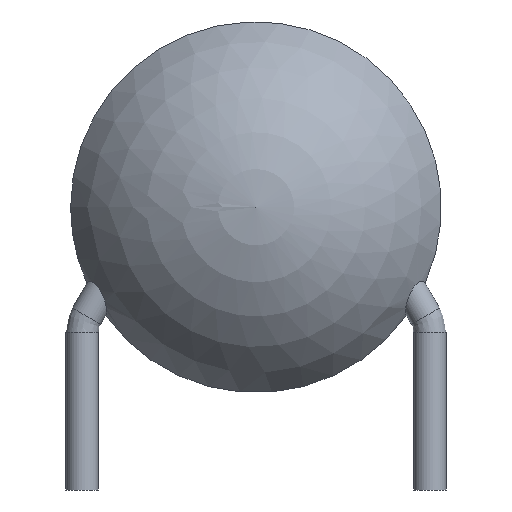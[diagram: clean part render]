
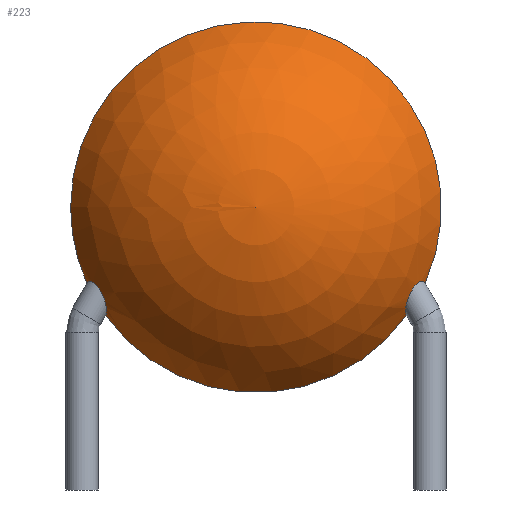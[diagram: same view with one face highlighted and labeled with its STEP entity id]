
A CAD part, front view. The second image highlights one B-rep face of the part: STEP entity #223.
In plain terms, the highlighted spherical face has radius 4.45 mm.
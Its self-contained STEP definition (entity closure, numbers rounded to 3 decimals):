
#106 = VERTEX_POINT('',#107);
#107 = CARTESIAN_POINT('',(-3.348,-0.35,2.283));
#113 = EDGE_CURVE('',#106,#114,#116,.T.);
#114 = VERTEX_POINT('',#115);
#115 = CARTESIAN_POINT('',(-3.245,0.,
1.762));
#116 = B_SPLINE_CURVE_WITH_KNOTS('',8,(#117,#118,#119,#120,#121,#122,
#123,#124,#125,#126,#127,#128,#129,#130,#131,#132),.UNSPECIFIED.,.F.
,.F.,(9,7,9),(0.,0.522,1.),.UNSPECIFIED.);
#117 = CARTESIAN_POINT('',(-3.348,-0.35,2.283));
#118 = CARTESIAN_POINT('',(-3.33,-0.35,
2.249));
#119 = CARTESIAN_POINT('',(-3.312,-0.346,
2.213));
#120 = CARTESIAN_POINT('',(-3.296,-0.339,
2.175));
#121 = CARTESIAN_POINT('',(-3.281,-0.328,
2.137));
#122 = CARTESIAN_POINT('',(-3.267,-0.314,
2.098));
#123 = CARTESIAN_POINT('',(-3.255,-0.296,
2.059));
#124 = CARTESIAN_POINT('',(-3.245,-0.274,
2.02));
#125 = CARTESIAN_POINT('',(-3.231,-0.225,
1.947));
#126 = CARTESIAN_POINT('',(-3.226,-0.199,
1.913));
#127 = CARTESIAN_POINT('',(-3.223,-0.169,
1.88));
#128 = CARTESIAN_POINT('',(-3.222,-0.138,
1.849));
#129 = CARTESIAN_POINT('',(-3.224,-0.104,
1.822));
#130 = CARTESIAN_POINT('',(-3.229,-0.07,
1.798));
#131 = CARTESIAN_POINT('',(-3.236,-0.035,
1.778));
#132 = CARTESIAN_POINT('',(-3.245,0.,
1.762));
#135 = VERTEX_POINT('',#136);
#136 = CARTESIAN_POINT('',(-3.649,0.,
2.462));
#183 = EDGE_CURVE('',#135,#106,#184,.T.);
#184 = B_SPLINE_CURVE_WITH_KNOTS('',7,(#185,#186,#187,#188,#189,#190,
#191,#192,#193,#194,#195,#196,#197,#198,#199,#200,#201,#202,#203,
#204,#205,#206,#207,#208,#209,#210,#211,#212,#213,#214,#215,#216),
.UNSPECIFIED.,.F.,.F.,(8,6,6,6,6,8),(0.,0.251,0.435,
0.559,0.764,1.),.UNSPECIFIED.);
#185 = CARTESIAN_POINT('',(-3.649,0.,
2.462));
#186 = CARTESIAN_POINT('',(-3.645,-0.015,
2.47));
#187 = CARTESIAN_POINT('',(-3.639,-0.031,
2.477));
#188 = CARTESIAN_POINT('',(-3.634,-0.047,
2.484));
#189 = CARTESIAN_POINT('',(-3.627,-0.064,
2.491));
#190 = CARTESIAN_POINT('',(-3.619,-0.082,
2.496));
#191 = CARTESIAN_POINT('',(-3.611,-0.101,2.5
));
#192 = CARTESIAN_POINT('',(-3.594,-0.134,
2.505));
#193 = CARTESIAN_POINT('',(-3.586,-0.149,2.507
));
#194 = CARTESIAN_POINT('',(-3.578,-0.163,
2.507));
#195 = CARTESIAN_POINT('',(-3.569,-0.177,
2.506));
#196 = CARTESIAN_POINT('',(-3.561,-0.19,
2.505));
#197 = CARTESIAN_POINT('',(-3.551,-0.203,
2.502));
#198 = CARTESIAN_POINT('',(-3.536,-0.225,
2.496));
#199 = CARTESIAN_POINT('',(-3.529,-0.233,
2.493));
#200 = CARTESIAN_POINT('',(-3.523,-0.241,2.49
));
#201 = CARTESIAN_POINT('',(-3.516,-0.249,
2.486));
#202 = CARTESIAN_POINT('',(-3.51,-0.256,
2.482));
#203 = CARTESIAN_POINT('',(-3.503,-0.263,
2.477));
#204 = CARTESIAN_POINT('',(-3.485,-0.282,
2.464));
#205 = CARTESIAN_POINT('',(-3.474,-0.292,
2.454));
#206 = CARTESIAN_POINT('',(-3.462,-0.302,
2.443));
#207 = CARTESIAN_POINT('',(-3.451,-0.311,
2.432));
#208 = CARTESIAN_POINT('',(-3.44,-0.318,
2.419));
#209 = CARTESIAN_POINT('',(-3.429,-0.325,2.406
));
#210 = CARTESIAN_POINT('',(-3.407,-0.337,
2.377));
#211 = CARTESIAN_POINT('',(-3.395,-0.342,
2.361));
#212 = CARTESIAN_POINT('',(-3.385,-0.345,
2.346));
#213 = CARTESIAN_POINT('',(-3.375,-0.348,
2.33));
#214 = CARTESIAN_POINT('',(-3.366,-0.349,
2.314));
#215 = CARTESIAN_POINT('',(-3.357,-0.35,2.299
));
#216 = CARTESIAN_POINT('',(-3.348,-0.35,2.283));
#223 = ADVANCED_FACE('',(#224),#312,.T.);
#224 = FACE_BOUND('',#225,.T.);
#225 = EDGE_LOOP('',(#226,#237,#244,#245,#246,#255,#304,#311));
#226 = ORIENTED_EDGE('',*,*,#227,.F.);
#227 = EDGE_CURVE('',#228,#230,#232,.T.);
#228 = VERTEX_POINT('',#229);
#229 = CARTESIAN_POINT('',(-4.,0.,4.1));
#230 = VERTEX_POINT('',#231);
#231 = CARTESIAN_POINT('',(0.,-2.5,4.1));
#232 = CIRCLE('',#233,4.45);
#233 = AXIS2_PLACEMENT_3D('',#234,#235,#236);
#234 = CARTESIAN_POINT('',(0.,1.95,4.1));
#235 = DIRECTION('',(0.,0.,1.));
#236 = DIRECTION('',(-0.899,-0.438,0.));
#237 = ORIENTED_EDGE('',*,*,#238,.T.);
#238 = EDGE_CURVE('',#228,#135,#239,.T.);
#239 = CIRCLE('',#240,4.);
#240 = AXIS2_PLACEMENT_3D('',#241,#242,#243);
#241 = CARTESIAN_POINT('',(0.,0.,4.1));
#242 = DIRECTION('',(0.,-1.,0.));
#243 = DIRECTION('',(-1.,0.,0.));
#244 = ORIENTED_EDGE('',*,*,#183,.T.);
#245 = ORIENTED_EDGE('',*,*,#113,.T.);
#246 = ORIENTED_EDGE('',*,*,#247,.T.);
#247 = EDGE_CURVE('',#114,#248,#250,.T.);
#248 = VERTEX_POINT('',#249);
#249 = CARTESIAN_POINT('',(3.245,0.,
1.762));
#250 = CIRCLE('',#251,4.);
#251 = AXIS2_PLACEMENT_3D('',#252,#253,#254);
#252 = CARTESIAN_POINT('',(0.,0.,4.1));
#253 = DIRECTION('',(0.,-1.,0.));
#254 = DIRECTION('',(-1.,0.,0.));
#255 = ORIENTED_EDGE('',*,*,#256,.T.);
#256 = EDGE_CURVE('',#248,#257,#259,.T.);
#257 = VERTEX_POINT('',#258);
#258 = CARTESIAN_POINT('',(3.649,0.,
2.462));
#259 = B_SPLINE_CURVE_WITH_KNOTS('',8,(#260,#261,#262,#263,#264,#265,
#266,#267,#268,#269,#270,#271,#272,#273,#274,#275,#276,#277,#278,
#279,#280,#281,#282,#283,#284,#285,#286,#287,#288,#289,#290,#291,
#292,#293,#294,#295,#296,#297,#298,#299,#300,#301,#302,#303),
.UNSPECIFIED.,.F.,.F.,(9,7,7,7,7,7,9),(0.,0.181,
0.358,0.497,0.632,0.79,1.),
.UNSPECIFIED.);
#260 = CARTESIAN_POINT('',(3.245,0.,
1.762));
#261 = CARTESIAN_POINT('',(3.24,-0.021,
1.771));
#262 = CARTESIAN_POINT('',(3.235,-0.042,
1.782));
#263 = CARTESIAN_POINT('',(3.231,-0.062,
1.795));
#264 = CARTESIAN_POINT('',(3.228,-0.082,
1.808));
#265 = CARTESIAN_POINT('',(3.226,-0.102,1.822)
);
#266 = CARTESIAN_POINT('',(3.225,-0.121,1.838
));
#267 = CARTESIAN_POINT('',(3.224,-0.14,1.855)
);
#268 = CARTESIAN_POINT('',(3.225,-0.176,1.89
));
#269 = CARTESIAN_POINT('',(3.226,-0.193,1.909
));
#270 = CARTESIAN_POINT('',(3.228,-0.21,1.928
));
#271 = CARTESIAN_POINT('',(3.231,-0.227,1.949
));
#272 = CARTESIAN_POINT('',(3.235,-0.242,1.971)
);
#273 = CARTESIAN_POINT('',(3.24,-0.257,1.994)
);
#274 = CARTESIAN_POINT('',(3.245,-0.272,2.018
));
#275 = CARTESIAN_POINT('',(3.258,-0.295,2.063)
);
#276 = CARTESIAN_POINT('',(3.264,-0.305,2.084)
);
#277 = CARTESIAN_POINT('',(3.271,-0.314,2.105
));
#278 = CARTESIAN_POINT('',(3.278,-0.323,2.128
));
#279 = CARTESIAN_POINT('',(3.287,-0.33,2.151
));
#280 = CARTESIAN_POINT('',(3.296,-0.337,2.174
));
#281 = CARTESIAN_POINT('',(3.307,-0.342,2.198)
);
#282 = CARTESIAN_POINT('',(3.329,-0.349,2.247
));
#283 = CARTESIAN_POINT('',(3.341,-0.351,2.271
));
#284 = CARTESIAN_POINT('',(3.354,-0.352,2.295
));
#285 = CARTESIAN_POINT('',(3.368,-0.35,2.319
));
#286 = CARTESIAN_POINT('',(3.382,-0.347,2.342)
);
#287 = CARTESIAN_POINT('',(3.397,-0.342,2.364
));
#288 = CARTESIAN_POINT('',(3.412,-0.334,2.385)
);
#289 = CARTESIAN_POINT('',(3.445,-0.315,2.425
));
#290 = CARTESIAN_POINT('',(3.463,-0.302,2.445)
);
#291 = CARTESIAN_POINT('',(3.48,-0.288,2.462)
);
#292 = CARTESIAN_POINT('',(3.498,-0.271,2.476)
);
#293 = CARTESIAN_POINT('',(3.514,-0.253,2.487)
);
#294 = CARTESIAN_POINT('',(3.53,-0.233,2.495
));
#295 = CARTESIAN_POINT('',(3.544,-0.214,2.5
));
#296 = CARTESIAN_POINT('',(3.574,-0.17,2.507
));
#297 = CARTESIAN_POINT('',(3.589,-0.145,2.508
));
#298 = CARTESIAN_POINT('',(3.602,-0.12,2.505)
);
#299 = CARTESIAN_POINT('',(3.614,-0.096,
2.501));
#300 = CARTESIAN_POINT('',(3.625,-0.071,
2.494));
#301 = CARTESIAN_POINT('',(3.634,-0.047,
2.485));
#302 = CARTESIAN_POINT('',(3.642,-0.023,
2.474));
#303 = CARTESIAN_POINT('',(3.649,0.,
2.462));
#304 = ORIENTED_EDGE('',*,*,#305,.T.);
#305 = EDGE_CURVE('',#257,#228,#306,.T.);
#306 = CIRCLE('',#307,4.);
#307 = AXIS2_PLACEMENT_3D('',#308,#309,#310);
#308 = CARTESIAN_POINT('',(0.,0.,4.1));
#309 = DIRECTION('',(0.,-1.,0.));
#310 = DIRECTION('',(-1.,0.,0.));
#311 = ORIENTED_EDGE('',*,*,#227,.T.);
#312 = SPHERICAL_SURFACE('',#313,4.45);
#313 = AXIS2_PLACEMENT_3D('',#314,#315,#316);
#314 = CARTESIAN_POINT('',(0.,1.95,4.1));
#315 = DIRECTION('',(0.,-1.,0.));
#316 = DIRECTION('',(-1.,0.,0.));
